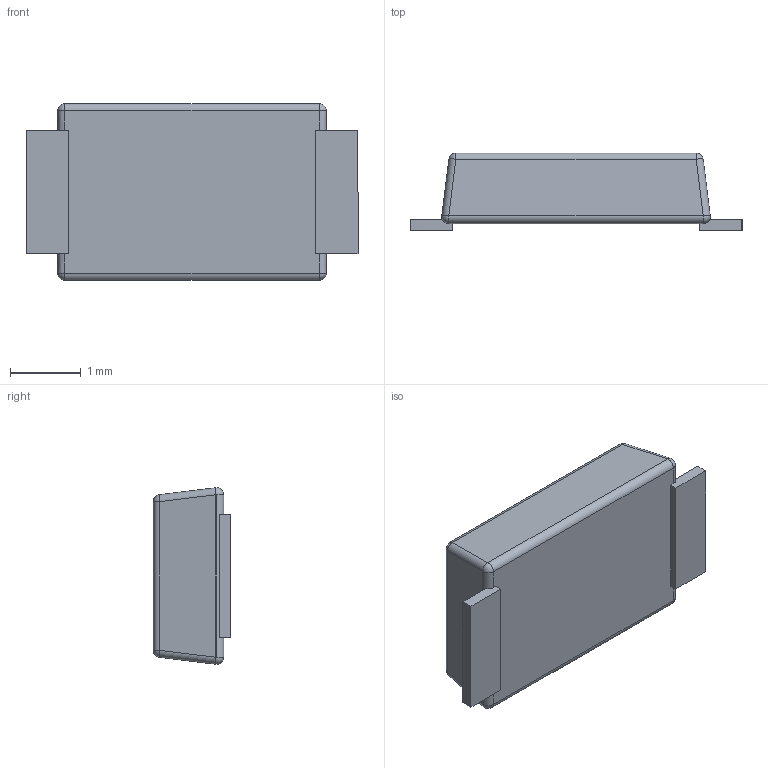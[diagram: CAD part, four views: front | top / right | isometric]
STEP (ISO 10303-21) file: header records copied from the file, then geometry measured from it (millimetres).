
FILE_DESCRIPTION (( 'STEP AP214' ), '1' );
FILE_NAME ('ES1BFS.STEP', '2022-02-02T21:45:53', ( '' ), ( '' ), 'SwSTEP 2.0', 'SolidWorks 2017', '' );
FILE_SCHEMA (( 'AUTOMOTIVE_DESIGN' ));
Length unit declared in the file: millimetre
Products named in the file (1): ES1BFS
Bounding box: 4.7 x 1.1 x 2.5 mm (x, y, z)
Volume: 9.2 mm3; surface area: 35.8 mm2
Topology: 4 solids, 4 shells, 59 faces, 131 edges, 76 vertices
Faces by surface type: plane 38, cylinder 13, sphere 8
Entity records: 1606 total; most frequent: DIRECTION 275, CARTESIAN_POINT 259, ORIENTED_EDGE 250, EDGE_CURVE 125, LINE 95, VECTOR 95, AXIS2_PLACEMENT_3D 90, VERTEX_POINT 74
